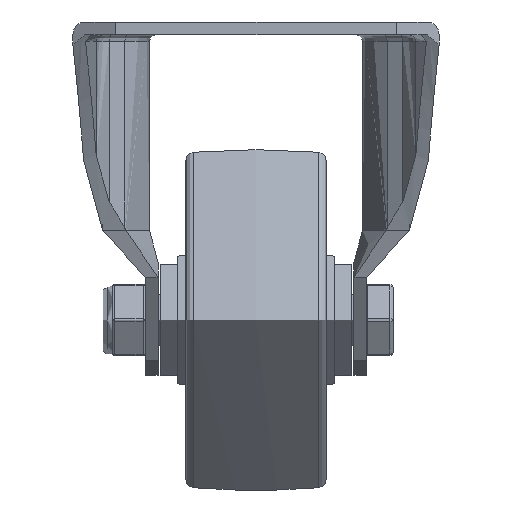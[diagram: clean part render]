
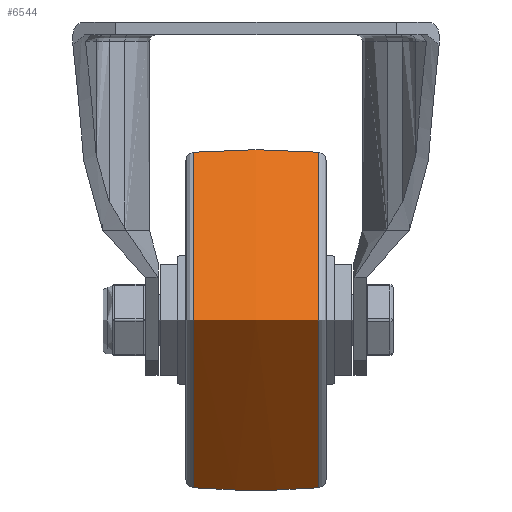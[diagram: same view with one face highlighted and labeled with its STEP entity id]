
A CAD part, left-side view. The second image highlights one B-rep face of the part: STEP entity #6544.
In plain terms, the highlighted free-form (B-spline) face has degree [2, 2] with [3, 9] control points.
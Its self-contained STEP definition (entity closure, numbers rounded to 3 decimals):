
#43=(
BOUNDED_SURFACE()
B_SPLINE_SURFACE(2,2,((#11025,#11026,#11027,#11028,#11029,#11030,#11031,
#11032,#11033),(#11034,#11035,#11036,#11037,#11038,#11039,#11040,#11041,
#11042),(#11043,#11044,#11045,#11046,#11047,#11048,#11049,#11050,#11051)),
 .UNSPECIFIED.,.F.,.T.,.F.)
B_SPLINE_SURFACE_WITH_KNOTS((3,3),(3,2,2,2,3),(-0.081,0.081),
(-3.142,-1.571,0.,1.571,3.142),
 .UNSPECIFIED.)
GEOMETRIC_REPRESENTATION_ITEM()
RATIONAL_B_SPLINE_SURFACE(((1.,0.707,1.,0.707,1.,
0.707,1.,0.707,1.),(0.997,0.705,
0.997,0.705,0.997,0.705,
0.997,0.705,0.997),(1.,0.707,
1.,0.707,1.,0.707,1.,0.707,1.)))
REPRESENTATION_ITEM('')
SURFACE()
);
#821=FACE_OUTER_BOUND('',#1243,.T.);
#1243=EDGE_LOOP('',(#5146,#5147,#5148,#5149));
#2592=CIRCLE('',#7149,39.408);
#2593=CIRCLE('',#7150,181.875);
#2594=CIRCLE('',#7151,39.408);
#2994=VERTEX_POINT('',#11022);
#2995=VERTEX_POINT('',#11052);
#3755=EDGE_CURVE('',#2994,#2994,#2592,.T.);
#3756=EDGE_CURVE('',#2994,#2995,#2593,.T.);
#3757=EDGE_CURVE('',#2995,#2995,#2594,.T.);
#5146=ORIENTED_EDGE('',*,*,#3755,.F.);
#5147=ORIENTED_EDGE('',*,*,#3756,.T.);
#5148=ORIENTED_EDGE('',*,*,#3757,.T.);
#5149=ORIENTED_EDGE('',*,*,#3756,.F.);
#6544=ADVANCED_FACE('',(#821),#43,.F.);
#7149=AXIS2_PLACEMENT_3D('',#11024,#8310,#8311);
#7150=AXIS2_PLACEMENT_3D('',#11053,#8312,#8313);
#7151=AXIS2_PLACEMENT_3D('',#11054,#8314,#8315);
#8310=DIRECTION('center_axis',(0.,1.,0.));
#8311=DIRECTION('ref_axis',(0.,0.,1.));
#8312=DIRECTION('center_axis',(-1.,0.,0.));
#8313=DIRECTION('ref_axis',(0.,0.,-1.));
#8314=DIRECTION('center_axis',(0.,1.,0.));
#8315=DIRECTION('ref_axis',(0.,0.,1.));
#11022=CARTESIAN_POINT('',(0.,14.661,-39.408));
#11024=CARTESIAN_POINT('Origin',(0.,14.661,0.));
#11025=CARTESIAN_POINT('Ctrl Pts',(0.,-14.661,-39.408));
#11026=CARTESIAN_POINT('Ctrl Pts',(-39.408,-14.661,
-39.408));
#11027=CARTESIAN_POINT('Ctrl Pts',(-39.408,-14.661,
0.));
#11028=CARTESIAN_POINT('Ctrl Pts',(-39.408,-14.661,
39.408));
#11029=CARTESIAN_POINT('Ctrl Pts',(0.,-14.661,39.408));
#11030=CARTESIAN_POINT('Ctrl Pts',(39.408,-14.661,39.408));
#11031=CARTESIAN_POINT('Ctrl Pts',(39.408,-14.661,0.));
#11032=CARTESIAN_POINT('Ctrl Pts',(39.408,-14.661,-39.408));
#11033=CARTESIAN_POINT('Ctrl Pts',(0.,-14.661,-39.408));
#11034=CARTESIAN_POINT('Ctrl Pts',(0.,0.,-40.594));
#11035=CARTESIAN_POINT('Ctrl Pts',(-40.594,0.,
-40.594));
#11036=CARTESIAN_POINT('Ctrl Pts',(-40.594,0.,
0.));
#11037=CARTESIAN_POINT('Ctrl Pts',(-40.594,0.,
40.594));
#11038=CARTESIAN_POINT('Ctrl Pts',(0.,0.,40.594));
#11039=CARTESIAN_POINT('Ctrl Pts',(40.594,0.,
40.594));
#11040=CARTESIAN_POINT('Ctrl Pts',(40.594,0.,
0.));
#11041=CARTESIAN_POINT('Ctrl Pts',(40.594,0.,
-40.594));
#11042=CARTESIAN_POINT('Ctrl Pts',(0.,0.,-40.594));
#11043=CARTESIAN_POINT('Ctrl Pts',(0.,14.661,-39.408));
#11044=CARTESIAN_POINT('Ctrl Pts',(-39.408,14.661,-39.408));
#11045=CARTESIAN_POINT('Ctrl Pts',(-39.408,14.661,0.));
#11046=CARTESIAN_POINT('Ctrl Pts',(-39.408,14.661,39.408));
#11047=CARTESIAN_POINT('Ctrl Pts',(0.,14.661,39.408));
#11048=CARTESIAN_POINT('Ctrl Pts',(39.408,14.661,39.408));
#11049=CARTESIAN_POINT('Ctrl Pts',(39.408,14.661,0.));
#11050=CARTESIAN_POINT('Ctrl Pts',(39.408,14.661,-39.408));
#11051=CARTESIAN_POINT('Ctrl Pts',(0.,14.661,-39.408));
#11052=CARTESIAN_POINT('',(0.,-14.661,-39.408));
#11053=CARTESIAN_POINT('Origin',(0.,0.,
141.875));
#11054=CARTESIAN_POINT('Origin',(0.,-14.661,0.));
